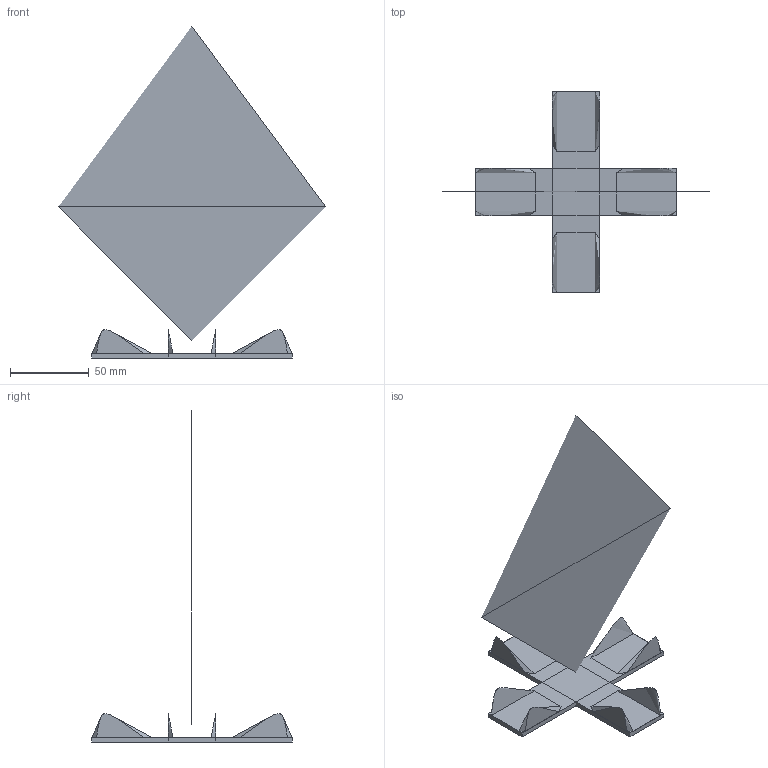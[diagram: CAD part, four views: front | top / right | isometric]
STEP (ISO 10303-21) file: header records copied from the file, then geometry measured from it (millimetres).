
FILE_DESCRIPTION(/* description */ (''),/* implementation_level */ '2;1');
FILE_NAME(/* name */ 'TP',/* time_stamp */ '2017-11-07T10:28:27-06:00',/* author */ (''),/* organization */ (''),/* preprocessor_version */ 'ST-DEVELOPER v15',/* originating_system */ '',/* authorisation */ '');
FILE_SCHEMA (('AUTOMOTIVE_DESIGN'));
Length unit declared in the file: millimetre
Products named in the file (1): Document
Bounding box: 169.7 x 127.27 x 210.95 mm (x, y, z)
Volume: 3965603.1 mm3; surface area: 158916 mm2
Topology: 7 solids, 7 shells, 40 faces, 87 edges, 57 vertices
Faces by surface type: bspline 20, plane 20
Entity records: 2704 total; most frequent: CARTESIAN_POINT 2047, ORIENTED_EDGE 156, EDGE_CURVE 78, B_SPLINE_CURVE_WITH_KNOTS 69, VERTEX_POINT 52, ADVANCED_FACE 40, FACE_OUTER_BOUND 40, EDGE_LOOP 40
